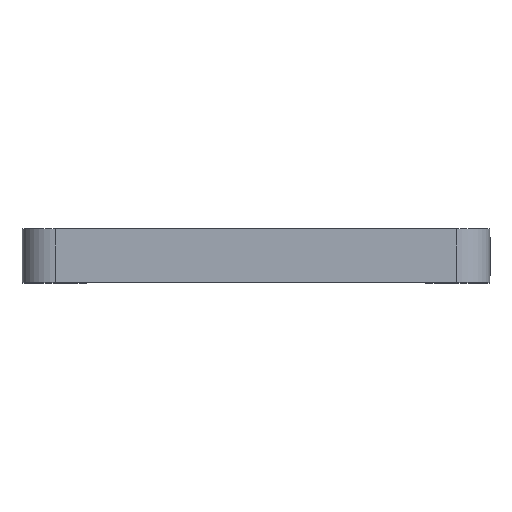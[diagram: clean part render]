
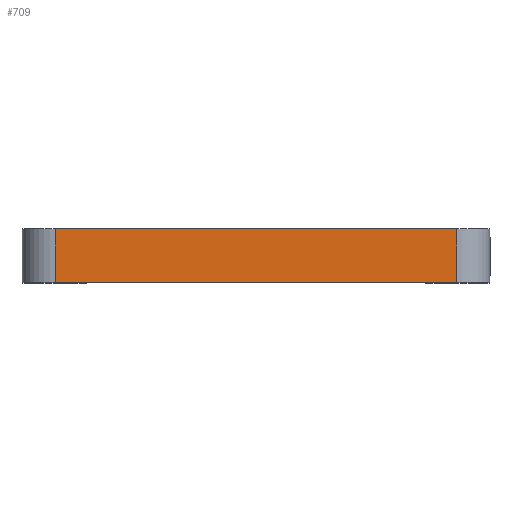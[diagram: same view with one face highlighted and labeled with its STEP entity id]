
A CAD part, top view. The second image highlights one B-rep face of the part: STEP entity #709.
In plain terms, the highlighted planar face has unit normal (0, 0, 1).
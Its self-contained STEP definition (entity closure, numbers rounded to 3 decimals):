
#17 = ORIENTED_EDGE ( 'NONE', *, *, #1129, .T. ) ;
#65 = VECTOR ( 'NONE', #1681, 1000. ) ;
#97 = EDGE_CURVE ( 'NONE', #1769, #887, #1692, .T. ) ;
#156 = ORIENTED_EDGE ( 'NONE', *, *, #1179, .F. ) ;
#227 = CARTESIAN_POINT ( 'NONE',  ( -15., 0., 17.5 ) ) ;
#353 = AXIS2_PLACEMENT_3D ( 'NONE', #1031, #359, #1687 ) ;
#359 = DIRECTION ( 'NONE',  ( 0., 0., -1. ) ) ;
#399 = CARTESIAN_POINT ( 'NONE',  ( -15., 4., 17.5 ) ) ;
#456 = LINE ( 'NONE', #1164, #65 ) ;
#475 = VERTEX_POINT ( 'NONE', #1617 ) ;
#485 = VERTEX_POINT ( 'NONE', #1486 ) ;
#536 = CARTESIAN_POINT ( 'NONE',  ( 15., 4., 17.5 ) ) ;
#664 = DIRECTION ( 'NONE',  ( 1., 0., 0. ) ) ;
#676 = DIRECTION ( 'NONE',  ( 0., 1., 0. ) ) ;
#697 = EDGE_CURVE ( 'NONE', #887, #485, #456, .T. ) ;
#709 = ADVANCED_FACE ( 'NONE', ( #1533 ), #1540, .F. ) ;
#814 = CARTESIAN_POINT ( 'NONE',  ( -17.5, 4., 17.5 ) ) ;
#819 = VECTOR ( 'NONE', #676, 1000. ) ;
#887 = VERTEX_POINT ( 'NONE', #227 ) ;
#961 = DIRECTION ( 'NONE',  ( 0., -1., 0. ) ) ;
#1031 = CARTESIAN_POINT ( 'NONE',  ( -17.5, 4., 17.5 ) ) ;
#1112 = VECTOR ( 'NONE', #664, 1000. ) ;
#1129 = EDGE_CURVE ( 'NONE', #485, #475, #1585, .T. ) ;
#1164 = CARTESIAN_POINT ( 'NONE',  ( -17.5, 0., 17.5 ) ) ;
#1173 = CARTESIAN_POINT ( 'NONE',  ( -15., 4., 17.5 ) ) ;
#1179 = EDGE_CURVE ( 'NONE', #1769, #475, #1503, .T. ) ;
#1486 = CARTESIAN_POINT ( 'NONE',  ( 15., 0., 17.5 ) ) ;
#1503 = LINE ( 'NONE', #814, #1112 ) ;
#1533 = FACE_OUTER_BOUND ( 'NONE', #1623, .T. ) ;
#1540 = PLANE ( 'NONE',  #353 ) ;
#1575 = ORIENTED_EDGE ( 'NONE', *, *, #697, .T. ) ;
#1585 = LINE ( 'NONE', #536, #819 ) ;
#1611 = ORIENTED_EDGE ( 'NONE', *, *, #97, .T. ) ;
#1617 = CARTESIAN_POINT ( 'NONE',  ( 15., 4., 17.5 ) ) ;
#1623 = EDGE_LOOP ( 'NONE', ( #156, #1611, #1575, #17 ) ) ;
#1681 = DIRECTION ( 'NONE',  ( 1., 0., 0. ) ) ;
#1687 = DIRECTION ( 'NONE',  ( -1., 0., 0. ) ) ;
#1692 = LINE ( 'NONE', #399, #1715 ) ;
#1715 = VECTOR ( 'NONE', #961, 1000. ) ;
#1769 = VERTEX_POINT ( 'NONE', #1173 ) ;
